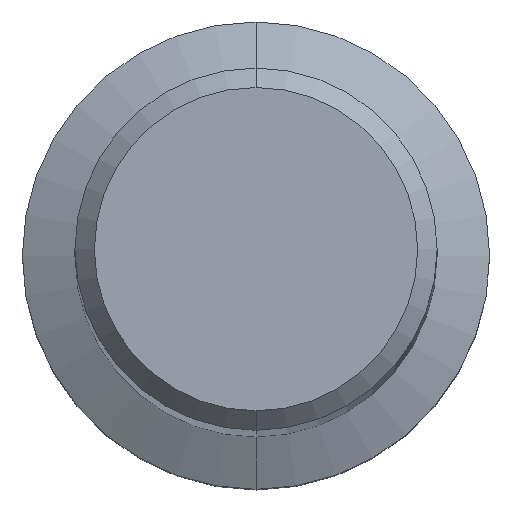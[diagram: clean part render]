
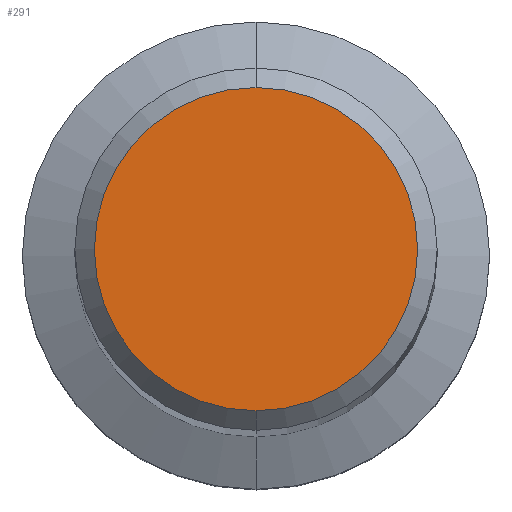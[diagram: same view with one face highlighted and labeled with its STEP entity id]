
A CAD part, top view. The second image highlights one B-rep face of the part: STEP entity #291.
In plain terms, the highlighted planar face has unit normal (0, 0, 1).
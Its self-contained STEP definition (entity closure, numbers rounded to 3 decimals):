
#201=EDGE_CURVE('',#365,#299,#556,.T.);
#285=EDGE_CURVE('',#299,#365,#651,.T.);
#291=ADVANCED_FACE('',(#657),#658,.T.);
#299=VERTEX_POINT('',#667);
#365=VERTEX_POINT('',#740);
#556=CIRCLE('',#941,4.15);
#651=CIRCLE('',#1135,4.15);
#657=FACE_OUTER_BOUND('',#1142,.T.);
#658=PLANE('',#1143);
#667=CARTESIAN_POINT('',(0.,-4.15,0.0));
#740=CARTESIAN_POINT('',(0.0,4.15,0.0));
#941=AXIS2_PLACEMENT_3D('',#1655,#1656,#1657);
#1135=AXIS2_PLACEMENT_3D('',#1784,#1785,#1786);
#1142=EDGE_LOOP('',(#1791,#1792));
#1143=AXIS2_PLACEMENT_3D('',#1793,#1794,#1795);
#1655=CARTESIAN_POINT('',(0.0,0.0,0.0));
#1656=DIRECTION('',(0.0,0.0,-1.0));
#1657=DIRECTION('',(0.0,1.0,0.0));
#1784=CARTESIAN_POINT('',(0.0,0.0,0.0));
#1785=DIRECTION('',(0.0,0.0,-1.0));
#1786=DIRECTION('',(0.0,1.0,0.0));
#1791=ORIENTED_EDGE('',*,*,#201,.F.);
#1792=ORIENTED_EDGE('',*,*,#285,.F.);
#1793=CARTESIAN_POINT('',(0.0,2.075,0.0));
#1794=DIRECTION('',(-0.0,0.0,1.0));
#1795=DIRECTION('',(0.0,-1.0,0.0));
